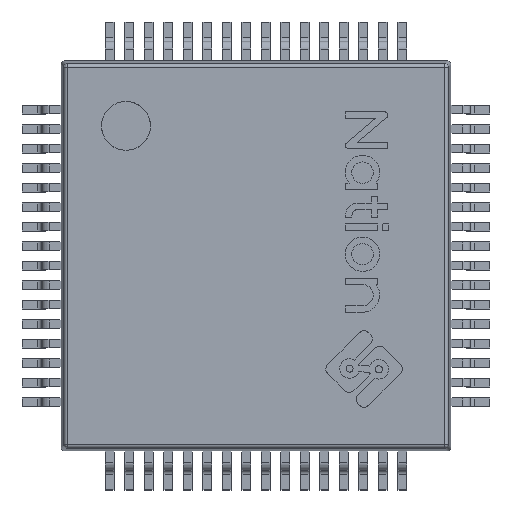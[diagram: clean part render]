
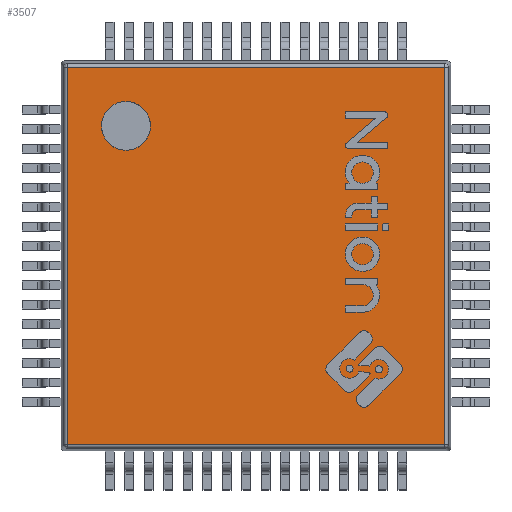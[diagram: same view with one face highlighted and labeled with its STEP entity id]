
A CAD part, top view. The second image highlights one B-rep face of the part: STEP entity #3507.
In plain terms, the highlighted planar face has unit normal (0, 0, 1).
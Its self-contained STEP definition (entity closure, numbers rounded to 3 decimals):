
#77 = CARTESIAN_POINT ( 'NONE',  ( 9.834, 9.834, 1.6 ) ) ;
#192 = CARTESIAN_POINT ( 'NONE',  ( 0.076, 0.166, 1.6 ) ) ;
#339 = ORIENTED_EDGE ( 'NONE', *, *, #9630, .F. ) ;
#565 = EDGE_LOOP ( 'NONE', ( #3199, #6553 ) ) ;
#771 = VECTOR ( 'NONE', #7951, 1000. ) ;
#965 = CARTESIAN_POINT ( 'NONE',  ( 0., 0., 1.6 ) ) ;
#1015 = DIRECTION ( 'NONE',  ( 0., 0., -1. ) ) ;
#1159 = CIRCLE ( 'NONE', #1531, 0.625 ) ;
#1531 = AXIS2_PLACEMENT_3D ( 'NONE', #7662, #8465, #6833 ) ;
#1630 = CARTESIAN_POINT ( 'NONE',  ( 0.166, 9.834, 1.6 ) ) ;
#1707 = ORIENTED_EDGE ( 'NONE', *, *, #8505, .F. ) ;
#1757 = LINE ( 'NONE', #7177, #2256 ) ;
#1759 = VERTEX_POINT ( 'NONE', #77 ) ;
#2064 = EDGE_CURVE ( 'NONE', #8387, #6123, #1159, .T. ) ;
#2256 = VECTOR ( 'NONE', #7984, 1000. ) ;
#2486 = AXIS2_PLACEMENT_3D ( 'NONE', #965, #7261, #4977 ) ;
#2650 = VECTOR ( 'NONE', #2886, 1000. ) ;
#2886 = DIRECTION ( 'NONE',  ( 0., 1., 0. ) ) ;
#2987 = CARTESIAN_POINT ( 'NONE',  ( 2.292, 8.333, 1.6 ) ) ;
#3199 = ORIENTED_EDGE ( 'NONE', *, *, #2064, .T. ) ;
#3289 = DIRECTION ( 'NONE',  ( 1., 0., 0. ) ) ;
#3507 = ADVANCED_FACE ( 'NONE', ( #8073, #4900 ), #4924, .T. ) ;
#3773 = AXIS2_PLACEMENT_3D ( 'NONE', #7238, #1015, #3289 ) ;
#4362 = EDGE_CURVE ( 'NONE', #5232, #5154, #9380, .T. ) ;
#4391 = EDGE_CURVE ( 'NONE', #1759, #5232, #5670, .T. ) ;
#4671 = CIRCLE ( 'NONE', #3773, 0.625 ) ;
#4707 = LINE ( 'NONE', #7615, #2650 ) ;
#4895 = EDGE_CURVE ( 'NONE', #6123, #8387, #4671, .T. ) ;
#4900 = FACE_OUTER_BOUND ( 'NONE', #6972, .T. ) ;
#4924 = PLANE ( 'NONE',  #2486 ) ;
#4977 = DIRECTION ( 'NONE',  ( 1., 0., 0. ) ) ;
#5154 = VERTEX_POINT ( 'NONE', #9793 ) ;
#5232 = VERTEX_POINT ( 'NONE', #5794 ) ;
#5570 = CARTESIAN_POINT ( 'NONE',  ( 9.834, 0.076, 1.6 ) ) ;
#5645 = DIRECTION ( 'NONE',  ( -1., 0., 0. ) ) ;
#5670 = LINE ( 'NONE', #5570, #771 ) ;
#5794 = CARTESIAN_POINT ( 'NONE',  ( 9.834, 0.166, 1.6 ) ) ;
#5924 = VECTOR ( 'NONE', #5645, 1000. ) ;
#6076 = ORIENTED_EDGE ( 'NONE', *, *, #4362, .F. ) ;
#6123 = VERTEX_POINT ( 'NONE', #8323 ) ;
#6553 = ORIENTED_EDGE ( 'NONE', *, *, #4895, .T. ) ;
#6833 = DIRECTION ( 'NONE',  ( 1., 0., 0. ) ) ;
#6972 = EDGE_LOOP ( 'NONE', ( #7293, #339, #1707, #6076 ) ) ;
#7177 = CARTESIAN_POINT ( 'NONE',  ( 0.076, 9.834, 1.6 ) ) ;
#7238 = CARTESIAN_POINT ( 'NONE',  ( 1.667, 8.333, 1.6 ) ) ;
#7261 = DIRECTION ( 'NONE',  ( 0., 0., 1. ) ) ;
#7293 = ORIENTED_EDGE ( 'NONE', *, *, #4391, .F. ) ;
#7615 = CARTESIAN_POINT ( 'NONE',  ( 0.166, 0.076, 1.6 ) ) ;
#7662 = CARTESIAN_POINT ( 'NONE',  ( 1.667, 8.333, 1.6 ) ) ;
#7951 = DIRECTION ( 'NONE',  ( 0., -1., 0. ) ) ;
#7984 = DIRECTION ( 'NONE',  ( 1., 0., 0. ) ) ;
#8073 = FACE_BOUND ( 'NONE', #565, .T. ) ;
#8323 = CARTESIAN_POINT ( 'NONE',  ( 1.042, 8.333, 1.6 ) ) ;
#8387 = VERTEX_POINT ( 'NONE', #2987 ) ;
#8465 = DIRECTION ( 'NONE',  ( 0., 0., -1. ) ) ;
#8505 = EDGE_CURVE ( 'NONE', #5154, #9918, #4707, .T. ) ;
#9380 = LINE ( 'NONE', #192, #5924 ) ;
#9630 = EDGE_CURVE ( 'NONE', #9918, #1759, #1757, .T. ) ;
#9793 = CARTESIAN_POINT ( 'NONE',  ( 0.166, 0.166, 1.6 ) ) ;
#9918 = VERTEX_POINT ( 'NONE', #1630 ) ;
